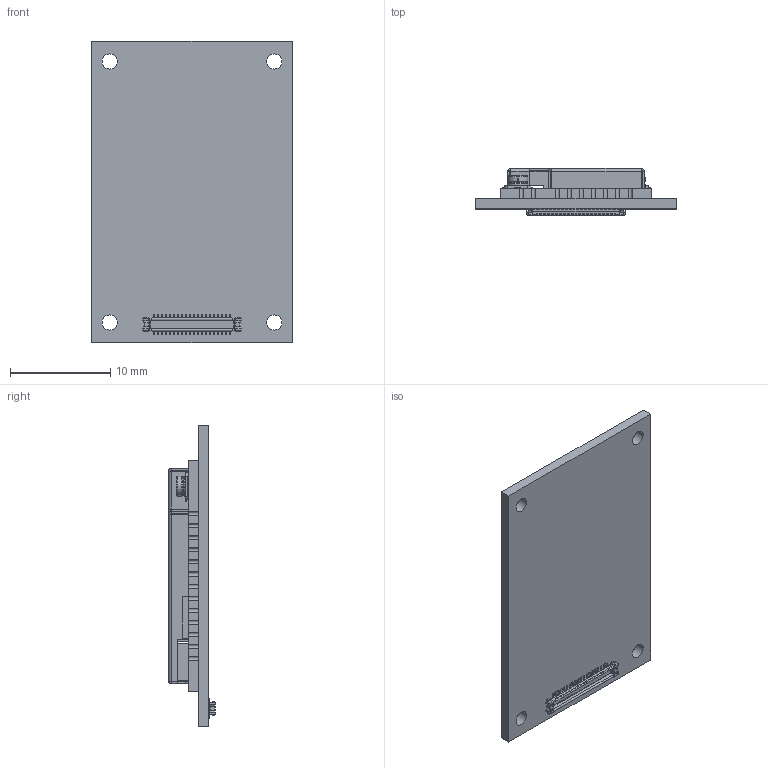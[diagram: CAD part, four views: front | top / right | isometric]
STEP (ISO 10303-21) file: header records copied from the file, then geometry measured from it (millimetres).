
FILE_DESCRIPTION((''),'2;1');
FILE_NAME('PWB-RAK4631_ASM','2020-10-10T',('admin'),(''),'PRO/ENGINEER BY PARAMETRIC TECHNOLOGY CORPORATION, 2010280','PRO/ENGINEER BY PARAMETRIC TECHNOLOGY CORPORATION, 2010280','');
FILE_SCHEMA(('CONFIG_CONTROL_DESIGN','SHAPE_APPEARANCE_LAYERS_GROUPS'));
Length unit declared in the file: millimetre
Products named in the file (8): PWB-RAK4200; AXE640124; PWB-RAK4200_ASM; PWB-RAK4630; IPEX-FEMALE; RAKU70580016; PWB-RAK4630_ASM; PWB-RAK4631_ASM
Assembly tree (8 placements, depth 3):
  PWB-RAK4631_ASM
    PWB-RAK4200_ASM
      PWB-RAK4200
      AXE640124
    PWB-RAK4630_ASM
      PWB-RAK4630
      IPEX-FEMALE  x2
      RAKU70580016
Bounding box: 20 x 4.65 x 30 mm (x, y, z)
Volume: 1016.4 mm3; surface area: 2924.6 mm2
Topology: 6 solids, 6 shells, 1030 faces, 3453 edges, 3056 vertices
Faces by surface type: plane 796, cylinder 204, cone 14, torus 8, bspline 4, sphere 4
Entity records: 43660 total; most frequent: CARTESIAN_POINT 6869, DIRECTION 5783, ORIENTED_EDGE 5280, PRESENTATION_STYLE_ASSIGNMENT 3064, STYLED_ITEM 3064, CURVE_STYLE 3060, VECTOR 2643, LINE 2643
